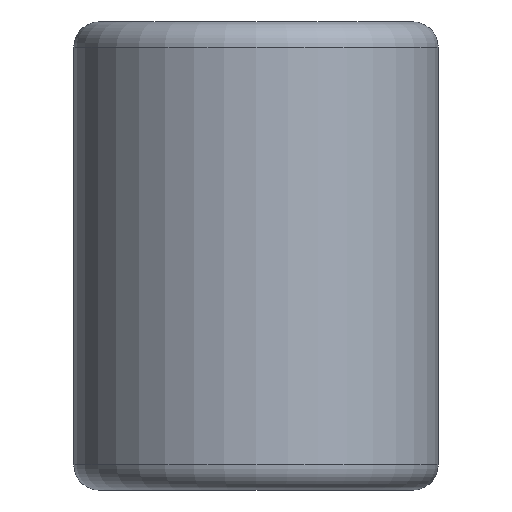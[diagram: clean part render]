
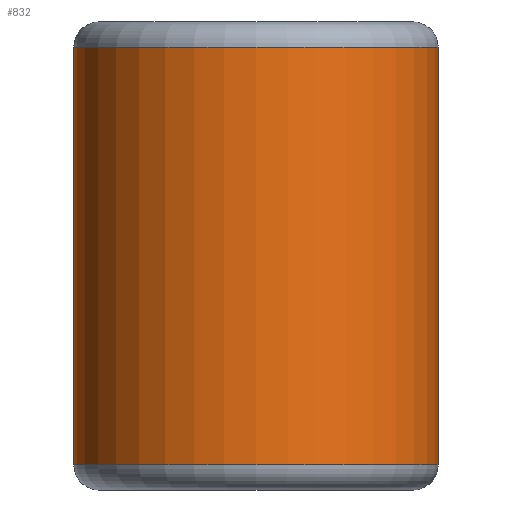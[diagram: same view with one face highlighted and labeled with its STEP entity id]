
A CAD part, front view. The second image highlights one B-rep face of the part: STEP entity #832.
In plain terms, the highlighted cylindrical face has radius 5.537 mm (diameter 11.074 mm), a partial arc.
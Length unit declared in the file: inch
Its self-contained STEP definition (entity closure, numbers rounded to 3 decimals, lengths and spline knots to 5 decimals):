
#134 = ORIENTED_EDGE ( 'NONE', *, *, #1485, .T. ) ;
#204 = ORIENTED_EDGE ( 'NONE', *, *, #386, .F. ) ;
#251 = VECTOR ( 'NONE', #2397, 39.37008 ) ;
#339 = DIRECTION ( 'NONE',  ( 0., 0., -1. ) ) ;
#358 = ORIENTED_EDGE ( 'NONE', *, *, #2210, .T. ) ;
#359 = DIRECTION ( 'NONE',  ( 0., 0., 1. ) ) ;
#363 = CARTESIAN_POINT ( 'NONE',  ( 0.374, -0.843, 0. ) ) ;
#377 = EDGE_CURVE ( 'NONE', #2577, #697, #1744, .T. ) ;
#386 = EDGE_CURVE ( 'NONE', #1810, #1462, #1190, .T. ) ;
#536 = CARTESIAN_POINT ( 'NONE',  ( -0.062, -0.843, 0.25 ) ) ;
#697 = VERTEX_POINT ( 'NONE', #750 ) ;
#750 = CARTESIAN_POINT ( 'NONE',  ( 0.374, -0.843, -0.25 ) ) ;
#810 = LINE ( 'NONE', #363, #251 ) ;
#832 = ADVANCED_FACE ( 'NONE', ( #871 ), #2157, .T. ) ;
#871 = FACE_OUTER_BOUND ( 'NONE', #1956, .T. ) ;
#1021 = CARTESIAN_POINT ( 'NONE',  ( 0.156, -0.843, 0. ) ) ;
#1063 = AXIS2_PLACEMENT_3D ( 'NONE', #1021, #1606, #2419 ) ;
#1189 = DIRECTION ( 'NONE',  ( 0., 0., 1. ) ) ;
#1190 = CIRCLE ( 'NONE', #1826, 0.218 ) ;
#1339 = CARTESIAN_POINT ( 'NONE',  ( -0.062, -0.843, 0.25 ) ) ;
#1379 = CARTESIAN_POINT ( 'NONE',  ( 0.374, -0.843, 0.25 ) ) ;
#1462 = VERTEX_POINT ( 'NONE', #1379 ) ;
#1485 = EDGE_CURVE ( 'NONE', #1810, #2577, #1802, .T. ) ;
#1501 = CARTESIAN_POINT ( 'NONE',  ( -0.062, -0.843, -0.25 ) ) ;
#1549 = AXIS2_PLACEMENT_3D ( 'NONE', #2386, #1189, #2587 ) ;
#1595 = CARTESIAN_POINT ( 'NONE',  ( 0.156, -0.843, 0.25 ) ) ;
#1606 = DIRECTION ( 'NONE',  ( 0., 0., 1. ) ) ;
#1744 = CIRCLE ( 'NONE', #1549, 0.218 ) ;
#1799 = DIRECTION ( 'NONE',  ( 1., 0., 0. ) ) ;
#1802 = LINE ( 'NONE', #536, #2266 ) ;
#1810 = VERTEX_POINT ( 'NONE', #1339 ) ;
#1826 = AXIS2_PLACEMENT_3D ( 'NONE', #1595, #359, #1799 ) ;
#1956 = EDGE_LOOP ( 'NONE', ( #2554, #358, #204, #134 ) ) ;
#2157 = CYLINDRICAL_SURFACE ( 'NONE', #1063, 0.218 ) ;
#2210 = EDGE_CURVE ( 'NONE', #697, #1462, #810, .T. ) ;
#2266 = VECTOR ( 'NONE', #339, 39.37008 ) ;
#2386 = CARTESIAN_POINT ( 'NONE',  ( 0.156, -0.843, -0.25 ) ) ;
#2397 = DIRECTION ( 'NONE',  ( 0., 0., 1. ) ) ;
#2419 = DIRECTION ( 'NONE',  ( 1., 0., 0. ) ) ;
#2554 = ORIENTED_EDGE ( 'NONE', *, *, #377, .T. ) ;
#2577 = VERTEX_POINT ( 'NONE', #1501 ) ;
#2587 = DIRECTION ( 'NONE',  ( 1., 0., 0. ) ) ;
